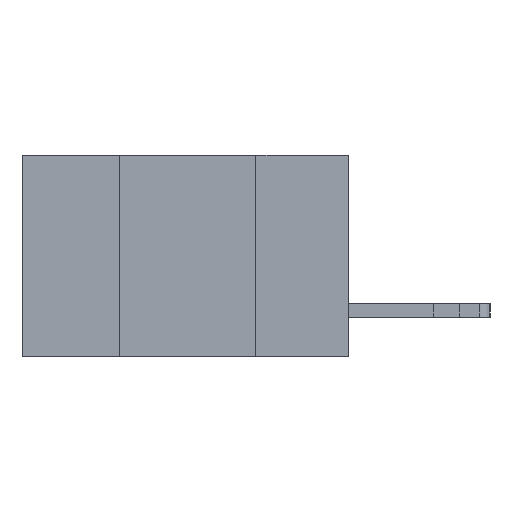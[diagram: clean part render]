
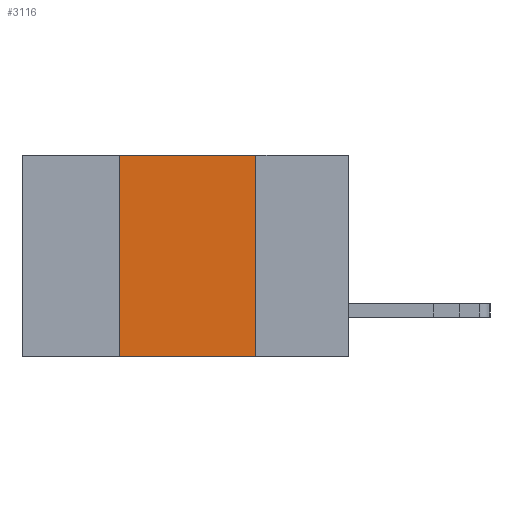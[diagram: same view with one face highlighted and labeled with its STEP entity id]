
A CAD part, left-side view. The second image highlights one B-rep face of the part: STEP entity #3116.
In plain terms, the highlighted planar face has unit normal (-1, 0, 0).
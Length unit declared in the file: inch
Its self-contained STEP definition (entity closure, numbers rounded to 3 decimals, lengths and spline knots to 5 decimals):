
#263 = LINE ( 'NONE', #3992, #10267 ) ;
#605 = DIRECTION ( 'NONE',  ( 0., 0., 1. ) ) ;
#1093 = CARTESIAN_POINT ( 'NONE',  ( 0., 0.17, 0. ) ) ;
#1404 = CARTESIAN_POINT ( 'NONE',  ( 0., 0.42, 0. ) ) ;
#1941 = CARTESIAN_POINT ( 'NONE',  ( 0., 0.17, 0. ) ) ;
#1961 = CARTESIAN_POINT ( 'NONE',  ( 0., 0.6, 0. ) ) ;
#2616 = VERTEX_POINT ( 'NONE', #1941 ) ;
#3116 = ADVANCED_FACE ( 'NONE', ( #5643 ), #13179, .F. ) ;
#3474 = VECTOR ( 'NONE', #12274, 39.37008 ) ;
#3656 = VECTOR ( 'NONE', #605, 39.37008 ) ;
#3758 = DIRECTION ( 'NONE',  ( 0., 0., -1. ) ) ;
#3992 = CARTESIAN_POINT ( 'NONE',  ( 0., 0.6, -0.37 ) ) ;
#5324 = DIRECTION ( 'NONE',  ( 0., -1., 0. ) ) ;
#5643 = FACE_OUTER_BOUND ( 'NONE', #11670, .T. ) ;
#6329 = EDGE_CURVE ( 'NONE', #11033, #2616, #7378, .T. ) ;
#6457 = DIRECTION ( 'NONE',  ( 0., 0., -1. ) ) ;
#6541 = VECTOR ( 'NONE', #3758, 39.37008 ) ;
#7315 = EDGE_CURVE ( 'NONE', #2616, #7681, #16452, .T. ) ;
#7378 = LINE ( 'NONE', #1961, #3474 ) ;
#7681 = VERTEX_POINT ( 'NONE', #10894 ) ;
#7839 = VERTEX_POINT ( 'NONE', #11214 ) ;
#8488 = ORIENTED_EDGE ( 'NONE', *, *, #6329, .F. ) ;
#8882 = ORIENTED_EDGE ( 'NONE', *, *, #12687, .F. ) ;
#10267 = VECTOR ( 'NONE', #5324, 39.37008 ) ;
#10894 = CARTESIAN_POINT ( 'NONE',  ( 0., 0.17, -0.37 ) ) ;
#11005 = EDGE_CURVE ( 'NONE', #7839, #7681, #263, .T. ) ;
#11033 = VERTEX_POINT ( 'NONE', #1404 ) ;
#11214 = CARTESIAN_POINT ( 'NONE',  ( 0., 0.42, -0.37 ) ) ;
#11670 = EDGE_LOOP ( 'NONE', ( #14327, #8488, #8882, #12214 ) ) ;
#12214 = ORIENTED_EDGE ( 'NONE', *, *, #11005, .T. ) ;
#12274 = DIRECTION ( 'NONE',  ( 0., -1., 0. ) ) ;
#12287 = CARTESIAN_POINT ( 'NONE',  ( 0., 0.6, 0. ) ) ;
#12687 = EDGE_CURVE ( 'NONE', #7839, #11033, #13814, .T. ) ;
#12880 = AXIS2_PLACEMENT_3D ( 'NONE', #12287, #14550, #6457 ) ;
#13179 = PLANE ( 'NONE',  #12880 ) ;
#13814 = LINE ( 'NONE', #14634, #3656 ) ;
#14327 = ORIENTED_EDGE ( 'NONE', *, *, #7315, .F. ) ;
#14550 = DIRECTION ( 'NONE',  ( 1., 0., 0. ) ) ;
#14634 = CARTESIAN_POINT ( 'NONE',  ( 0., 0.42, 0. ) ) ;
#16452 = LINE ( 'NONE', #1093, #6541 ) ;
